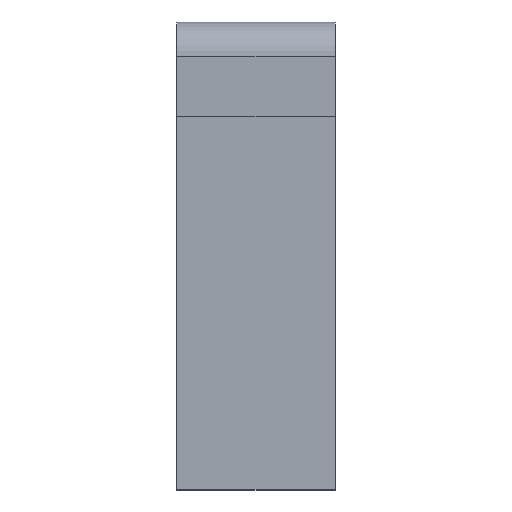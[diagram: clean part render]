
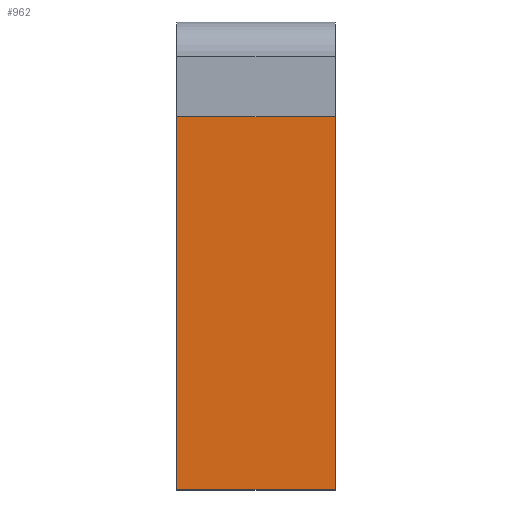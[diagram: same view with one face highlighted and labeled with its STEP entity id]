
A CAD part, top view. The second image highlights one B-rep face of the part: STEP entity #962.
In plain terms, the highlighted planar face has unit normal (0, 0, 1).
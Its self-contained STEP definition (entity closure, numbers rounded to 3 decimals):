
#137 = CARTESIAN_POINT ( 'NONE',  ( 25., 137., 3. ) ) ;
#297 = ORIENTED_EDGE ( 'NONE', *, *, #781, .T. ) ;
#420 = CARTESIAN_POINT ( 'NONE',  ( -25., 137., 3. ) ) ;
#485 = VECTOR ( 'NONE', #662, 1000. ) ;
#505 = LINE ( 'NONE', #559, #485 ) ;
#535 = DIRECTION ( 'NONE',  ( 0., -1., 0. ) ) ;
#559 = CARTESIAN_POINT ( 'NONE',  ( -25., 137., 3. ) ) ;
#576 = CARTESIAN_POINT ( 'NONE',  ( -25., 137., 3. ) ) ;
#640 = ORIENTED_EDGE ( 'NONE', *, *, #1129, .T. ) ;
#654 = VERTEX_POINT ( 'NONE', #1261 ) ;
#660 = ORIENTED_EDGE ( 'NONE', *, *, #1215, .F. ) ;
#662 = DIRECTION ( 'NONE',  ( 1., 0., 0. ) ) ;
#698 = CARTESIAN_POINT ( 'NONE',  ( 25., 137., 3. ) ) ;
#721 = DIRECTION ( 'NONE',  ( 0., 0., 1. ) ) ;
#731 = CARTESIAN_POINT ( 'NONE',  ( -25., 0., 3. ) ) ;
#763 = DIRECTION ( 'NONE',  ( 0., -1., 0. ) ) ;
#781 = EDGE_CURVE ( 'NONE', #1335, #654, #1659, .T. ) ;
#839 = VECTOR ( 'NONE', #535, 1000. ) ;
#847 = AXIS2_PLACEMENT_3D ( 'NONE', #1369, #721, #1109 ) ;
#872 = LINE ( 'NONE', #698, #984 ) ;
#914 = LINE ( 'NONE', #576, #839 ) ;
#962 = ADVANCED_FACE ( 'NONE', ( #1196 ), #1378, .T. ) ;
#984 = VECTOR ( 'NONE', #763, 1000. ) ;
#1109 = DIRECTION ( 'NONE',  ( 0., -1., 0. ) ) ;
#1127 = EDGE_CURVE ( 'NONE', #1705, #654, #872, .T. ) ;
#1129 = EDGE_CURVE ( 'NONE', #1171, #1335, #914, .T. ) ;
#1153 = CARTESIAN_POINT ( 'NONE',  ( -25., 0., 3. ) ) ;
#1171 = VERTEX_POINT ( 'NONE', #420 ) ;
#1196 = FACE_OUTER_BOUND ( 'NONE', #1264, .T. ) ;
#1215 = EDGE_CURVE ( 'NONE', #1171, #1705, #505, .T. ) ;
#1231 = DIRECTION ( 'NONE',  ( 1., 0., 0. ) ) ;
#1261 = CARTESIAN_POINT ( 'NONE',  ( 25., 0., 3. ) ) ;
#1264 = EDGE_LOOP ( 'NONE', ( #1736, #660, #640, #297 ) ) ;
#1335 = VERTEX_POINT ( 'NONE', #1153 ) ;
#1369 = CARTESIAN_POINT ( 'NONE',  ( -25., 137., 3. ) ) ;
#1378 = PLANE ( 'NONE',  #847 ) ;
#1608 = VECTOR ( 'NONE', #1231, 1000. ) ;
#1659 = LINE ( 'NONE', #731, #1608 ) ;
#1705 = VERTEX_POINT ( 'NONE', #137 ) ;
#1736 = ORIENTED_EDGE ( 'NONE', *, *, #1127, .F. ) ;
